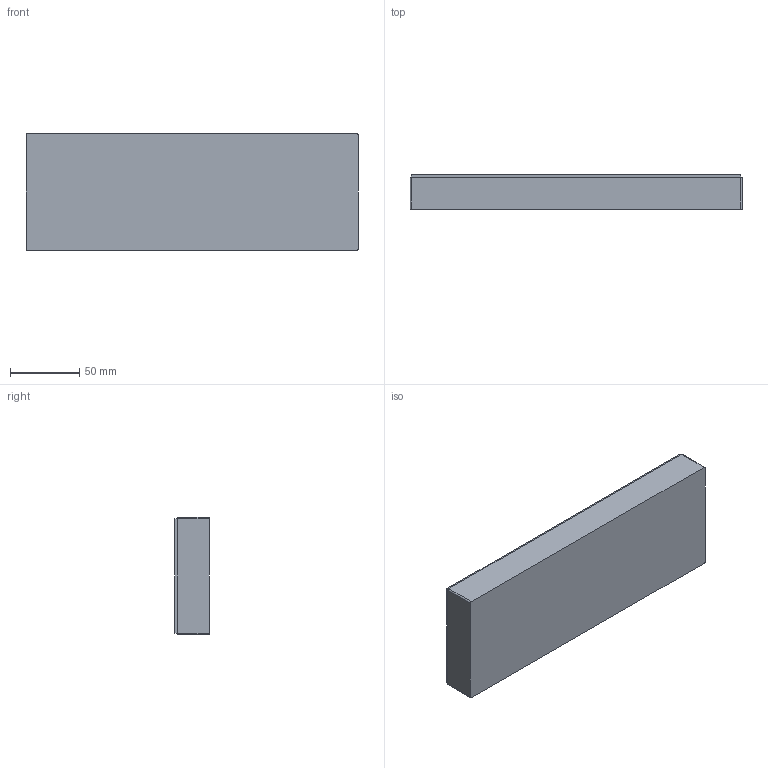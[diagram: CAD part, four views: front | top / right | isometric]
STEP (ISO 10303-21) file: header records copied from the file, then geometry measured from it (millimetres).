
FILE_DESCRIPTION (( 'STEP AP214' ), '1' );
FILE_NAME ('Mirko_donja_strana.STEP', '2025-08-21T07:57:06', ( '' ), ( '' ), 'SwSTEP 2.0', 'SolidWorks 2020', '' );
FILE_SCHEMA (( 'AUTOMOTIVE_DESIGN' ));
Length unit declared in the file: millimetre
Products named in the file (1): Mirko_donja_strana
Bounding box: 240 x 25 x 85 mm (x, y, z)
Volume: 74080.5 mm3; surface area: 74000.4 mm2
Topology: 1 solids, 1 shells, 74 faces, 158 edges, 92 vertices
Faces by surface type: plane 36, cylinder 30, sphere 8
Full cylindrical faces by diameter (mm): 2.5 x3, 3 x2, 7 x3, 8 x2
Entity records: 1906 total; most frequent: DIRECTION 350, CARTESIAN_POINT 307, ORIENTED_EDGE 280, EDGE_CURVE 140, AXIS2_PLACEMENT_3D 135, EDGE_LOOP 98, VERTEX_POINT 92, FACE_OUTER_BOUND 84
